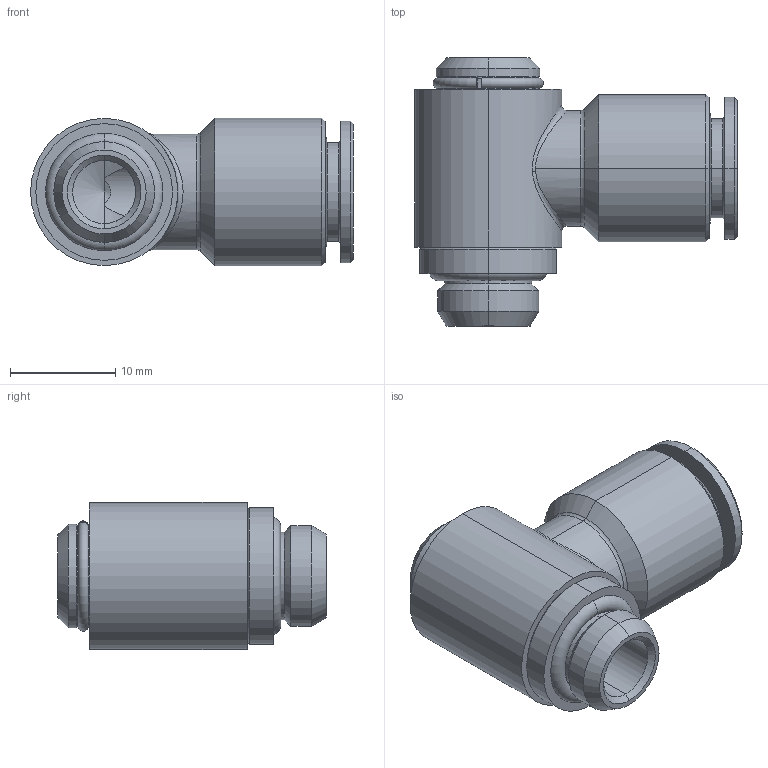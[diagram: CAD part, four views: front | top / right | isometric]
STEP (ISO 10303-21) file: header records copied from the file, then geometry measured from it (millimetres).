
FILE_DESCRIPTION (( 'STEP AP203' ), '1' );
FILE_NAME ('A0080041.STEP', '2009-03-02T10:39:20', ( 'UT1' ), ( '' ), 'SwSTEP 2.0', 'SolidWorks 2009', '' );
FILE_SCHEMA (( 'CONFIG_CONTROL_DESIGN' ));
Length unit declared in the file: millimetre
Products named in the file (1): A0080041
Bounding box: 30.7 x 25.5 x 14 mm (x, y, z)
Volume: 3932.1 mm3; surface area: 3113.6 mm2
Topology: 1 solids, 1 shells, 100 faces, 221 edges, 130 vertices
Faces by surface type: cylinder 33, cone 32, plane 28, torus 5, bspline 2
Entity records: 3358 total; most frequent: CARTESIAN_POINT 1067, DIRECTION 496, ORIENTED_EDGE 434, EDGE_CURVE 217, AXIS2_PLACEMENT_3D 204, VERTEX_POINT 130, EDGE_LOOP 113, CIRCLE 105
